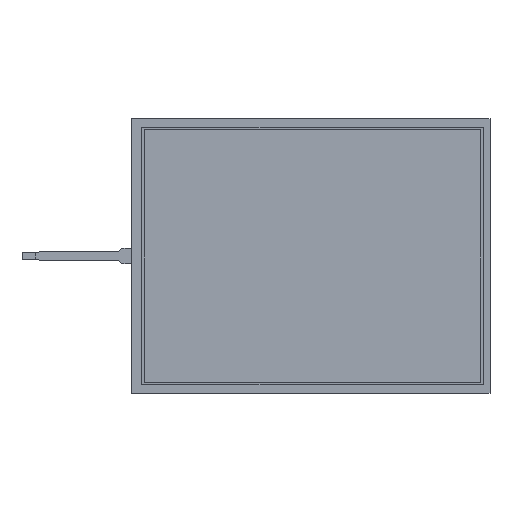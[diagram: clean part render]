
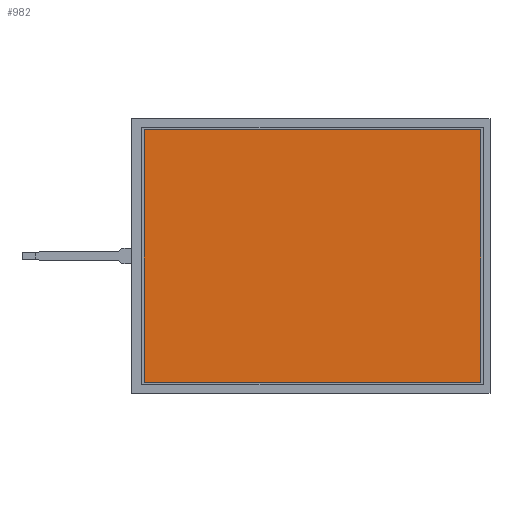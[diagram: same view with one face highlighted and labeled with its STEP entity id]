
A CAD part, top view. The second image highlights one B-rep face of the part: STEP entity #982.
In plain terms, the highlighted planar face has unit normal (0, 0, 1).
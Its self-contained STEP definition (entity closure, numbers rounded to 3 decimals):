
#72=FACE_OUTER_BOUND('',#126,.T.);
#126=EDGE_LOOP('',(#710,#711,#712,#713));
#164=LINE('',#1365,#290);
#168=LINE('',#1373,#294);
#171=LINE('',#1379,#297);
#174=LINE('',#1384,#300);
#290=VECTOR('',#1109,10.);
#294=VECTOR('',#1115,10.);
#297=VECTOR('',#1120,10.);
#300=VECTOR('',#1125,10.);
#416=VERTEX_POINT('',#1363);
#417=VERTEX_POINT('',#1364);
#420=VERTEX_POINT('',#1372);
#422=VERTEX_POINT('',#1378);
#508=EDGE_CURVE('',#416,#417,#164,.T.);
#512=EDGE_CURVE('',#420,#416,#168,.T.);
#515=EDGE_CURVE('',#422,#420,#171,.T.);
#518=EDGE_CURVE('',#417,#422,#174,.T.);
#710=ORIENTED_EDGE('',*,*,#508,.T.);
#711=ORIENTED_EDGE('',*,*,#518,.T.);
#712=ORIENTED_EDGE('',*,*,#515,.T.);
#713=ORIENTED_EDGE('',*,*,#512,.T.);
#936=PLANE('',#1055);
#982=ADVANCED_FACE('',(#72),#936,.T.);
#1055=AXIS2_PLACEMENT_3D('',#1436,#1171,#1172);
#1109=DIRECTION('',(1.,0.,0.));
#1115=DIRECTION('',(0.,-1.,0.));
#1120=DIRECTION('',(-1.,0.,0.));
#1125=DIRECTION('',(0.,1.,0.));
#1171=DIRECTION('center_axis',(0.,0.,1.));
#1172=DIRECTION('ref_axis',(1.,0.,0.));
#1363=CARTESIAN_POINT('',(-123.25,-92.5,0.));
#1364=CARTESIAN_POINT('',(123.25,-92.5,0.));
#1365=CARTESIAN_POINT('',(-62.375,-92.5,0.));
#1372=CARTESIAN_POINT('',(-123.25,92.5,0.));
#1373=CARTESIAN_POINT('',(-123.25,46.25,0.));
#1378=CARTESIAN_POINT('',(123.25,92.5,0.));
#1379=CARTESIAN_POINT('',(60.875,92.5,0.));
#1384=CARTESIAN_POINT('',(123.25,-46.25,0.));
#1436=CARTESIAN_POINT('Origin',(-1.5,0.,
0.));
